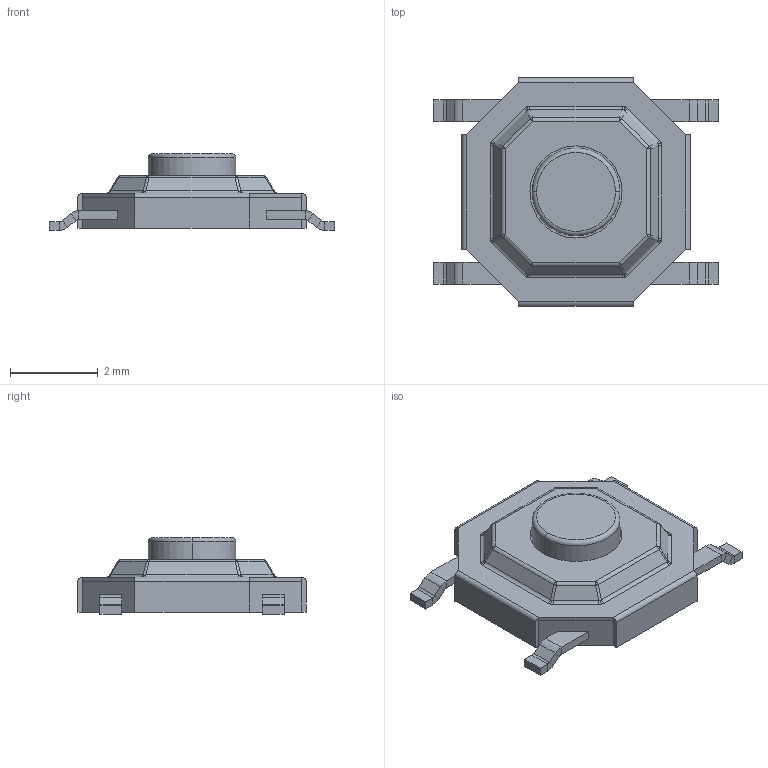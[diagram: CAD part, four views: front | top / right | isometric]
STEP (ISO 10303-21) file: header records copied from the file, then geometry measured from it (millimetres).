
FILE_DESCRIPTION (( 'STEP AP214' ), '1' );
FILE_NAME ('SW-SMD_4P-L5.1-W5.1-P3.70-LS6.5-TL_H1.7.STEP', '2024-11-11T09:05:47', ( '' ), ( '' ), 'SwSTEP 2.0', 'SolidWorks 2021', '' );
FILE_SCHEMA (( 'AUTOMOTIVE_DESIGN' ));
Length unit declared in the file: millimetre
Products named in the file (1): SW-SMD_4P-L5.1-W5.1-P3.70-LS6.5-TL_H1.7
Bounding box: 6.5 x 5.2 x 1.75 mm (x, y, z)
Volume: 25.2 mm3; surface area: 141 mm2
Topology: 3 solids, 3 shells, 414 faces, 1027 edges, 644 vertices
Faces by surface type: plane 242, bspline 114, cylinder 48, sphere 8, torus 2
Entity records: 17285 total; most frequent: CARTESIAN_POINT 3664, ORIENTED_EDGE 2054, DIRECTION 1497, EDGE_CURVE 1027, LINE 695, VECTOR 695, VERTEX_POINT 644, EDGE_LOOP 439
